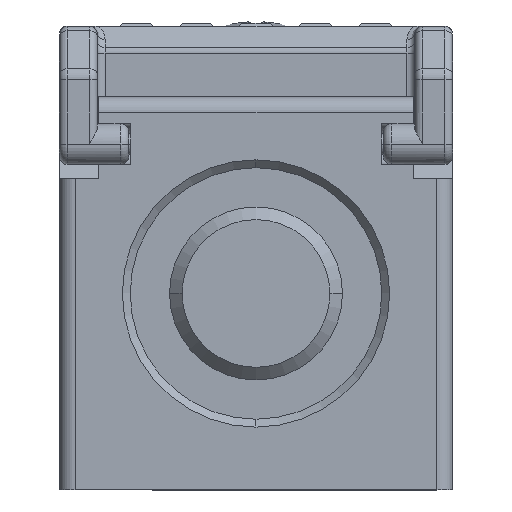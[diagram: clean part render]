
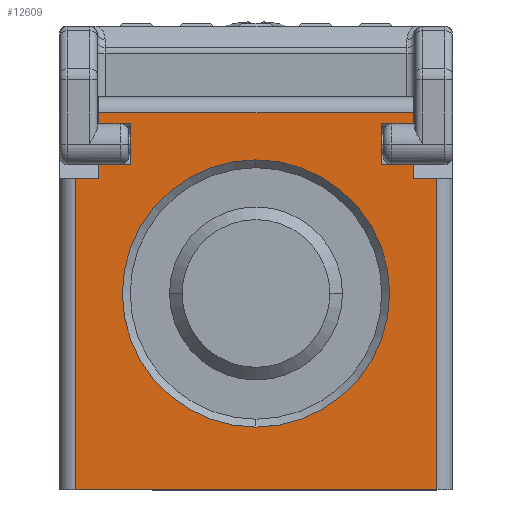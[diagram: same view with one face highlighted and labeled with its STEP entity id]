
A CAD part, front view. The second image highlights one B-rep face of the part: STEP entity #12609.
In plain terms, the highlighted planar face has unit normal (0, -1, 0).
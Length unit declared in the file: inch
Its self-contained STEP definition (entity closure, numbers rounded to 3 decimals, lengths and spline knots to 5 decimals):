
#610 = LINE ( 'NONE', #11101, #50589 ) ;
#738 = LINE ( 'NONE', #17666, #25068 ) ;
#982 = ORIENTED_EDGE ( 'NONE', *, *, #7309, .F. ) ;
#1142 = DIRECTION ( 'NONE',  ( 0., 0., 1. ) ) ;
#1319 = FACE_OUTER_BOUND ( 'NONE', #58860, .T. ) ;
#1339 = CARTESIAN_POINT ( 'NONE',  ( 0.31496, 0., 0.91732 ) ) ;
#1382 = CARTESIAN_POINT ( 'NONE',  ( 0.3937, 0., 0.98425 ) ) ;
#1517 = VERTEX_POINT ( 'NONE', #58824 ) ;
#2341 = ORIENTED_EDGE ( 'NONE', *, *, #14221, .F. ) ;
#3222 = VERTEX_POINT ( 'NONE', #46290 ) ;
#4478 = VERTEX_POINT ( 'NONE', #15332 ) ;
#4763 = DIRECTION ( 'NONE',  ( 0., 0., -1. ) ) ;
#4935 = CARTESIAN_POINT ( 'NONE',  ( -0.3937, 0., 0.77953 ) ) ;
#5320 = VECTOR ( 'NONE', #24113, 39.37008 ) ;
#5958 = ORIENTED_EDGE ( 'NONE', *, *, #28695, .T. ) ;
#6832 = VERTEX_POINT ( 'NONE', #17605 ) ;
#6858 = LINE ( 'NONE', #23896, #5320 ) ;
#7309 = EDGE_CURVE ( 'NONE', #6832, #26727, #31449, .T. ) ;
#7908 = DIRECTION ( 'NONE',  ( 1., 0., 0. ) ) ;
#8416 = VERTEX_POINT ( 'NONE', #9926 ) ;
#9447 = DIRECTION ( 'NONE',  ( 1., 0., 0. ) ) ;
#9785 = LINE ( 'NONE', #1339, #11321 ) ;
#9926 = CARTESIAN_POINT ( 'NONE',  ( 0.3937, 0., 0.91732 ) ) ;
#10074 = EDGE_CURVE ( 'NONE', #11722, #58950, #46242, .T. ) ;
#10095 = DIRECTION ( 'NONE',  ( -1., 0., 0. ) ) ;
#10133 = LINE ( 'NONE', #60351, #47152 ) ;
#10242 = ORIENTED_EDGE ( 'NONE', *, *, #46887, .T. ) ;
#10451 = EDGE_CURVE ( 'NONE', #25426, #38564, #738, .T. ) ;
#11101 = CARTESIAN_POINT ( 'NONE',  ( -0.3937, 0., 0.94488 ) ) ;
#11321 = VECTOR ( 'NONE', #35059, 39.37008 ) ;
#11722 = VERTEX_POINT ( 'NONE', #18477 ) ;
#11974 = LINE ( 'NONE', #15761, #21774 ) ;
#12042 = ORIENTED_EDGE ( 'NONE', *, *, #16150, .T. ) ;
#12609 = ADVANCED_FACE ( 'NONE', ( #49801, #1319 ), #26225, .F. ) ;
#14221 = EDGE_CURVE ( 'NONE', #24107, #8416, #38304, .T. ) ;
#15332 = CARTESIAN_POINT ( 'NONE',  ( 0., 0., 0.82677 ) ) ;
#15761 = CARTESIAN_POINT ( 'NONE',  ( -0.31496, 0., 0.91732 ) ) ;
#16094 = VERTEX_POINT ( 'NONE', #50440 ) ;
#16150 = EDGE_CURVE ( 'NONE', #16094, #3222, #10133, .T. ) ;
#16852 = CARTESIAN_POINT ( 'NONE',  ( -0.49213, 0., 0. ) ) ;
#17110 = CARTESIAN_POINT ( 'NONE',  ( -0.45276, 0., 0.77953 ) ) ;
#17605 = CARTESIAN_POINT ( 'NONE',  ( 0.31496, 0., 0.81496 ) ) ;
#17666 = CARTESIAN_POINT ( 'NONE',  ( 0.3937, 0., 0.77953 ) ) ;
#17679 = CARTESIAN_POINT ( 'NONE',  ( -0.3937, 0., 0.91732 ) ) ;
#18031 = ORIENTED_EDGE ( 'NONE', *, *, #41604, .T. ) ;
#18139 = CARTESIAN_POINT ( 'NONE',  ( 0.45276, 0., 0.98425 ) ) ;
#18477 = CARTESIAN_POINT ( 'NONE',  ( -0.3937, 0., 0.77953 ) ) ;
#18871 = CARTESIAN_POINT ( 'NONE',  ( -0.31496, 0., 0.91732 ) ) ;
#19072 = VECTOR ( 'NONE', #10095, 39.37008 ) ;
#19131 = EDGE_CURVE ( 'NONE', #49113, #1517, #61773, .T. ) ;
#19444 = ORIENTED_EDGE ( 'NONE', *, *, #19131, .T. ) ;
#19552 = CARTESIAN_POINT ( 'NONE',  ( 0., 0., 0.49213 ) ) ;
#19581 = CARTESIAN_POINT ( 'NONE',  ( 0., 0., 0.15748 ) ) ;
#19687 = ORIENTED_EDGE ( 'NONE', *, *, #36865, .T. ) ;
#20062 = AXIS2_PLACEMENT_3D ( 'NONE', #59124, #30211, #1142 ) ;
#20148 = VECTOR ( 'NONE', #9447, 39.37008 ) ;
#20656 = ORIENTED_EDGE ( 'NONE', *, *, #10074, .T. ) ;
#21220 = CARTESIAN_POINT ( 'NONE',  ( -0.3937, 0., 0.77953 ) ) ;
#21774 = VECTOR ( 'NONE', #49484, 39.37008 ) ;
#21819 = CARTESIAN_POINT ( 'NONE',  ( 0.31496, 0., 0.91732 ) ) ;
#21880 = CIRCLE ( 'NONE', #20062, 0.33465 ) ;
#22973 = DIRECTION ( 'NONE',  ( 0., 0., 1. ) ) ;
#23278 = DIRECTION ( 'NONE',  ( 0., 0., 1. ) ) ;
#23443 = VERTEX_POINT ( 'NONE', #17679 ) ;
#23896 = CARTESIAN_POINT ( 'NONE',  ( 0.31496, 0., 0.91732 ) ) ;
#24002 = CARTESIAN_POINT ( 'NONE',  ( 0.31496, 0., 0.81496 ) ) ;
#24107 = VERTEX_POINT ( 'NONE', #62446 ) ;
#24113 = DIRECTION ( 'NONE',  ( 0., 0., -1. ) ) ;
#24285 = CARTESIAN_POINT ( 'NONE',  ( 0.45276, 0., 0.77953 ) ) ;
#24411 = DIRECTION ( 'NONE',  ( 0., 0., 1. ) ) ;
#25068 = VECTOR ( 'NONE', #7908, 39.37008 ) ;
#25372 = VERTEX_POINT ( 'NONE', #18871 ) ;
#25426 = VERTEX_POINT ( 'NONE', #52827 ) ;
#25467 = VECTOR ( 'NONE', #59346, 39.37008 ) ;
#25539 = LINE ( 'NONE', #57086, #62453 ) ;
#26005 = DIRECTION ( 'NONE',  ( 0., 0., 1. ) ) ;
#26046 = ORIENTED_EDGE ( 'NONE', *, *, #36380, .F. ) ;
#26225 = PLANE ( 'NONE',  #36288 ) ;
#26727 = VERTEX_POINT ( 'NONE', #35704 ) ;
#28220 = DIRECTION ( 'NONE',  ( 0., 0., -1. ) ) ;
#28612 = VECTOR ( 'NONE', #22973, 39.37008 ) ;
#28695 = EDGE_CURVE ( 'NONE', #24107, #38000, #610, .T. ) ;
#29083 = EDGE_LOOP ( 'NONE', ( #10242, #19687 ) ) ;
#29997 = EDGE_CURVE ( 'NONE', #26727, #25426, #25539, .T. ) ;
#30211 = DIRECTION ( 'NONE',  ( 0., 1., 0. ) ) ;
#31088 = DIRECTION ( 'NONE',  ( 0., 0., 1. ) ) ;
#31449 = LINE ( 'NONE', #24002, #20148 ) ;
#31657 = DIRECTION ( 'NONE',  ( -1., 0., 0. ) ) ;
#32438 = AXIS2_PLACEMENT_3D ( 'NONE', #19552, #53310, #24411 ) ;
#33455 = VECTOR ( 'NONE', #26005, 39.37008 ) ;
#35059 = DIRECTION ( 'NONE',  ( 1., 0., 0. ) ) ;
#35539 = EDGE_CURVE ( 'NONE', #16094, #25372, #51481, .T. ) ;
#35664 = EDGE_CURVE ( 'NONE', #38056, #6832, #6858, .T. ) ;
#35704 = CARTESIAN_POINT ( 'NONE',  ( 0.3937, 0., 0.81496 ) ) ;
#36288 = AXIS2_PLACEMENT_3D ( 'NONE', #59568, #59977, #31088 ) ;
#36380 = EDGE_CURVE ( 'NONE', #23443, #38000, #46086, .T. ) ;
#36865 = EDGE_CURVE ( 'NONE', #4478, #40916, #21880, .T. ) ;
#37154 = VECTOR ( 'NONE', #23278, 39.37008 ) ;
#37559 = ORIENTED_EDGE ( 'NONE', *, *, #46036, .T. ) ;
#38000 = VERTEX_POINT ( 'NONE', #40612 ) ;
#38056 = VERTEX_POINT ( 'NONE', #21819 ) ;
#38304 = LINE ( 'NONE', #1382, #25467 ) ;
#38564 = VERTEX_POINT ( 'NONE', #24285 ) ;
#38962 = LINE ( 'NONE', #62623, #50251 ) ;
#40612 = CARTESIAN_POINT ( 'NONE',  ( -0.3937, 0., 0.94488 ) ) ;
#40916 = VERTEX_POINT ( 'NONE', #19581 ) ;
#41604 = EDGE_CURVE ( 'NONE', #58950, #49113, #38962, .T. ) ;
#42176 = ORIENTED_EDGE ( 'NONE', *, *, #29997, .F. ) ;
#44568 = VECTOR ( 'NONE', #50113, 39.37008 ) ;
#44765 = CIRCLE ( 'NONE', #32438, 0.33465 ) ;
#44928 = ORIENTED_EDGE ( 'NONE', *, *, #10451, .F. ) ;
#44937 = ORIENTED_EDGE ( 'NONE', *, *, #49793, .T. ) ;
#46036 = EDGE_CURVE ( 'NONE', #1517, #38564, #54283, .T. ) ;
#46086 = LINE ( 'NONE', #21220, #44568 ) ;
#46242 = LINE ( 'NONE', #4935, #19072 ) ;
#46290 = CARTESIAN_POINT ( 'NONE',  ( -0.3937, 0., 0.81496 ) ) ;
#46887 = EDGE_CURVE ( 'NONE', #40916, #4478, #44765, .T. ) ;
#47152 = VECTOR ( 'NONE', #31657, 39.37008 ) ;
#47667 = EDGE_CURVE ( 'NONE', #11722, #3222, #47842, .T. ) ;
#47673 = ORIENTED_EDGE ( 'NONE', *, *, #35664, .F. ) ;
#47842 = LINE ( 'NONE', #59766, #33455 ) ;
#48210 = CARTESIAN_POINT ( 'NONE',  ( -0.45276, 0., 0. ) ) ;
#49005 = VECTOR ( 'NONE', #60287, 39.37008 ) ;
#49113 = VERTEX_POINT ( 'NONE', #48210 ) ;
#49291 = ORIENTED_EDGE ( 'NONE', *, *, #35539, .F. ) ;
#49484 = DIRECTION ( 'NONE',  ( -1., 0., 0. ) ) ;
#49605 = ORIENTED_EDGE ( 'NONE', *, *, #47667, .F. ) ;
#49793 = EDGE_CURVE ( 'NONE', #38056, #8416, #9785, .T. ) ;
#49801 = FACE_BOUND ( 'NONE', #29083, .T. ) ;
#50113 = DIRECTION ( 'NONE',  ( 0., 0., 1. ) ) ;
#50251 = VECTOR ( 'NONE', #4763, 39.37008 ) ;
#50440 = CARTESIAN_POINT ( 'NONE',  ( -0.31496, 0., 0.81496 ) ) ;
#50589 = VECTOR ( 'NONE', #59405, 39.37008 ) ;
#51481 = LINE ( 'NONE', #61862, #37154 ) ;
#52827 = CARTESIAN_POINT ( 'NONE',  ( 0.3937, 0., 0.77953 ) ) ;
#53310 = DIRECTION ( 'NONE',  ( 0., 1., 0. ) ) ;
#54283 = LINE ( 'NONE', #18139, #28612 ) ;
#57086 = CARTESIAN_POINT ( 'NONE',  ( 0.3937, 0., 0.98425 ) ) ;
#58824 = CARTESIAN_POINT ( 'NONE',  ( 0.45276, 0., 0. ) ) ;
#58860 = EDGE_LOOP ( 'NONE', ( #20656, #18031, #19444, #37559, #44928, #42176, #982, #47673, #44937, #2341, #5958, #26046, #59633, #49291, #12042, #49605 ) ) ;
#58950 = VERTEX_POINT ( 'NONE', #17110 ) ;
#59124 = CARTESIAN_POINT ( 'NONE',  ( 0., 0., 0.49213 ) ) ;
#59346 = DIRECTION ( 'NONE',  ( 0., 0., -1. ) ) ;
#59405 = DIRECTION ( 'NONE',  ( -1., 0., 0. ) ) ;
#59568 = CARTESIAN_POINT ( 'NONE',  ( -0.49213, 0., 0.98425 ) ) ;
#59633 = ORIENTED_EDGE ( 'NONE', *, *, #60189, .F. ) ;
#59766 = CARTESIAN_POINT ( 'NONE',  ( -0.3937, 0., 0.77953 ) ) ;
#59977 = DIRECTION ( 'NONE',  ( 0., 1., 0. ) ) ;
#60189 = EDGE_CURVE ( 'NONE', #25372, #23443, #11974, .T. ) ;
#60287 = DIRECTION ( 'NONE',  ( 1., 0., 0. ) ) ;
#60351 = CARTESIAN_POINT ( 'NONE',  ( -0.31496, 0., 0.81496 ) ) ;
#61773 = LINE ( 'NONE', #16852, #49005 ) ;
#61862 = CARTESIAN_POINT ( 'NONE',  ( -0.31496, 0., 0.81496 ) ) ;
#62446 = CARTESIAN_POINT ( 'NONE',  ( 0.3937, 0., 0.94488 ) ) ;
#62453 = VECTOR ( 'NONE', #28220, 39.37008 ) ;
#62623 = CARTESIAN_POINT ( 'NONE',  ( -0.45276, 0., 0.98425 ) ) ;
